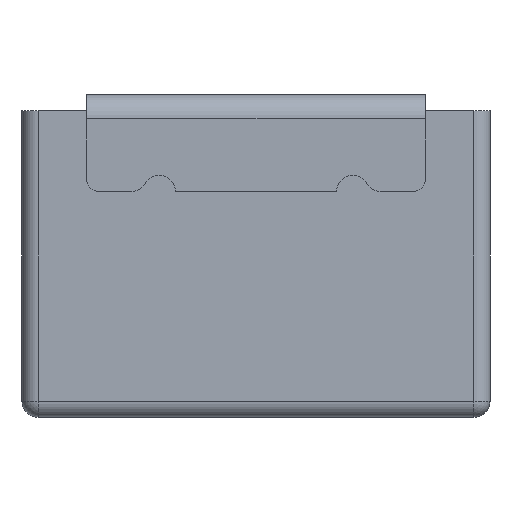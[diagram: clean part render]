
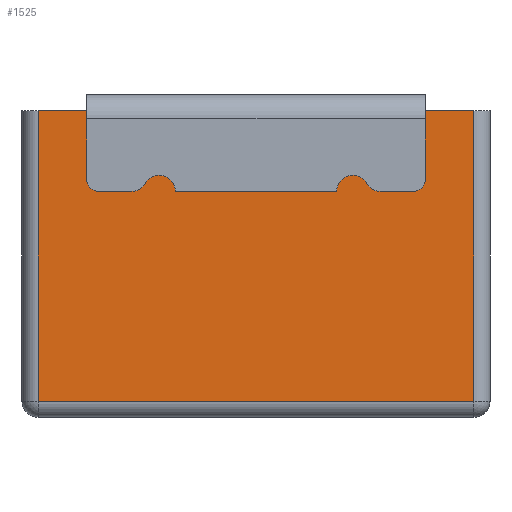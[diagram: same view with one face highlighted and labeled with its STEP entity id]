
A CAD part, left-side view. The second image highlights one B-rep face of the part: STEP entity #1525.
In plain terms, the highlighted planar face has unit normal (-1, 0, 0).
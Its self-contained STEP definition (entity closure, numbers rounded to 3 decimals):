
#181=FACE_OUTER_BOUND('',#268,.T.);
#268=EDGE_LOOP('',(#1220,#1221,#1222,#1223,#1224,#1225,#1226,#1227));
#326=LINE('',#2235,#470);
#393=LINE('',#2435,#537);
#396=LINE('',#2442,#540);
#408=LINE('',#2475,#552);
#409=LINE('',#2477,#553);
#410=LINE('',#2479,#554);
#411=LINE('',#2481,#555);
#412=LINE('',#2482,#556);
#470=VECTOR('',#1775,0.096);
#537=VECTOR('',#1988,0.096);
#540=VECTOR('',#1999,4.2);
#552=VECTOR('',#2041,0.6);
#553=VECTOR('',#2042,3.6);
#554=VECTOR('',#2043,5.4);
#555=VECTOR('',#2044,3.6);
#556=VECTOR('',#2045,0.6);
#613=VERTEX_POINT('',#2233);
#614=VERTEX_POINT('',#2234);
#673=VERTEX_POINT('',#2433);
#674=VERTEX_POINT('',#2434);
#680=VERTEX_POINT('',#2474);
#681=VERTEX_POINT('',#2476);
#682=VERTEX_POINT('',#2478);
#683=VERTEX_POINT('',#2480);
#746=EDGE_CURVE('',#613,#614,#326,.T.);
#847=EDGE_CURVE('',#673,#674,#393,.T.);
#851=EDGE_CURVE('',#614,#673,#396,.T.);
#867=EDGE_CURVE('',#680,#674,#408,.T.);
#868=EDGE_CURVE('',#681,#680,#409,.T.);
#869=EDGE_CURVE('',#682,#681,#410,.T.);
#870=EDGE_CURVE('',#683,#682,#411,.T.);
#871=EDGE_CURVE('',#613,#683,#412,.T.);
#1220=ORIENTED_EDGE('',*,*,#746,.T.);
#1221=ORIENTED_EDGE('',*,*,#851,.T.);
#1222=ORIENTED_EDGE('',*,*,#847,.T.);
#1223=ORIENTED_EDGE('',*,*,#867,.F.);
#1224=ORIENTED_EDGE('',*,*,#868,.F.);
#1225=ORIENTED_EDGE('',*,*,#869,.F.);
#1226=ORIENTED_EDGE('',*,*,#870,.F.);
#1227=ORIENTED_EDGE('',*,*,#871,.F.);
#1367=PLANE('',#1659);
#1525=ADVANCED_FACE('',(#181),#1367,.T.);
#1659=AXIS2_PLACEMENT_3D('',#2473,#2039,#2040);
#1775=DIRECTION('',(0.,0.,-1.));
#1988=DIRECTION('',(0.,0.,1.));
#1999=DIRECTION('',(0.,1.,0.));
#2039=DIRECTION('center_axis',(-1.,0.,0.));
#2040=DIRECTION('ref_axis',(0.,-1.,0.));
#2041=DIRECTION('',(0.,-1.,0.));
#2042=DIRECTION('',(0.,0.,1.));
#2043=DIRECTION('',(0.,1.,0.));
#2044=DIRECTION('',(0.,0.,-1.));
#2045=DIRECTION('',(0.,-1.,0.));
#2233=CARTESIAN_POINT('',(-3.5,-2.1,3.8));
#2234=CARTESIAN_POINT('',(-3.5,-2.1,3.704));
#2235=CARTESIAN_POINT('',(-3.5,-2.1,1.85));
#2433=CARTESIAN_POINT('',(-3.5,2.1,3.704));
#2434=CARTESIAN_POINT('',(-3.5,2.1,3.8));
#2435=CARTESIAN_POINT('',(-3.5,2.1,1.85));
#2442=CARTESIAN_POINT('',(-3.5,0.,3.704));
#2473=CARTESIAN_POINT('Origin',(-3.5,2.9,0.));
#2474=CARTESIAN_POINT('',(-3.5,2.7,3.8));
#2475=CARTESIAN_POINT('',(-3.5,2.9,3.8));
#2476=CARTESIAN_POINT('',(-3.5,2.7,0.2));
#2477=CARTESIAN_POINT('',(-3.5,2.7,0.));
#2478=CARTESIAN_POINT('',(-3.5,-2.7,0.2));
#2479=CARTESIAN_POINT('',(-3.5,1.45,0.2));
#2480=CARTESIAN_POINT('',(-3.5,-2.7,3.8));
#2481=CARTESIAN_POINT('',(-3.5,-2.7,0.));
#2482=CARTESIAN_POINT('',(-3.5,2.9,3.8));
